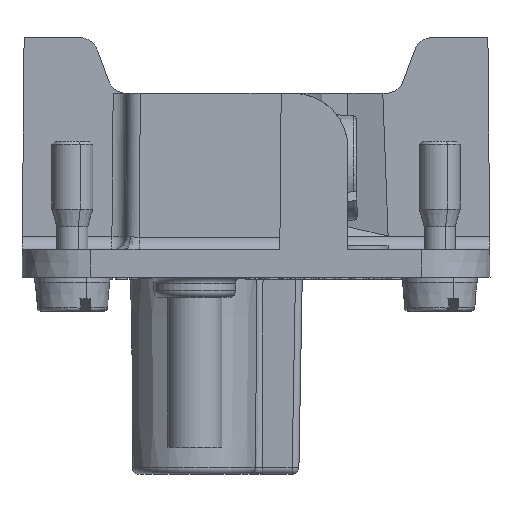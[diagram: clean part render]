
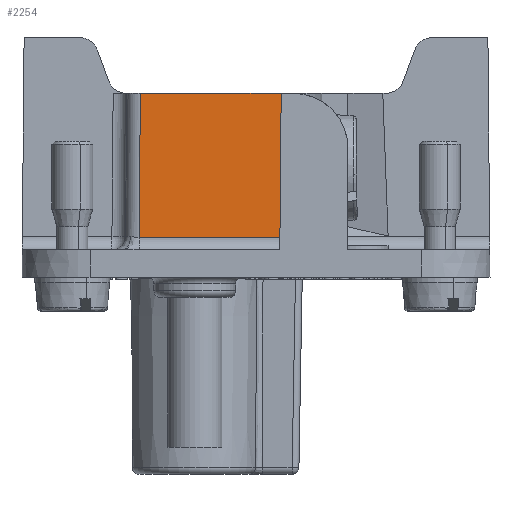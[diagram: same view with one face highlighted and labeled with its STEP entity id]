
A CAD part, left-side view. The second image highlights one B-rep face of the part: STEP entity #2254.
In plain terms, the highlighted planar face has unit normal (-1, 0, 0.009).
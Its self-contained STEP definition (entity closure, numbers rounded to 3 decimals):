
#871=FACE_OUTER_BOUND('',#5458,.T.);
#2254=ADVANCED_FACE('',(#871),#3696,.T.);
#3696=PLANE('',#26173);
#5458=EDGE_LOOP('',(#8754,#8755,#8756,#8757));
#8754=ORIENTED_EDGE('',*,*,#18373,.T.);
#8755=ORIENTED_EDGE('',*,*,#18374,.T.);
#8756=ORIENTED_EDGE('',*,*,#18324,.T.);
#8757=ORIENTED_EDGE('',*,*,#18375,.T.);
#15912=VERTEX_POINT('',#37295);
#15913=VERTEX_POINT('',#37297);
#15946=VERTEX_POINT('',#37387);
#15947=VERTEX_POINT('',#37388);
#18324=EDGE_CURVE('',#15913,#15912,#21680,.T.);
#18373=EDGE_CURVE('',#15946,#15947,#21715,.T.);
#18374=EDGE_CURVE('',#15947,#15913,#21716,.T.);
#18375=EDGE_CURVE('',#15912,#15946,#21717,.T.);
#21680=LINE('',#37296,#23965);
#21715=LINE('',#37386,#24000);
#21716=LINE('',#37389,#24001);
#21717=LINE('',#37390,#24002);
#23965=VECTOR('',#28623,1.);
#24000=VECTOR('',#28702,1.);
#24001=VECTOR('',#28703,1.);
#24002=VECTOR('',#28704,1.);
#26173=AXIS2_PLACEMENT_3D('',#37391,#28705,#28706);
#28623=DIRECTION('',(0.,1.,0.));
#28702=DIRECTION('',(0.,-1.,0.));
#28703=DIRECTION('',(0.009,-0.009,1.));
#28704=DIRECTION('',(-0.009,0.009,-1.));
#28705=DIRECTION('',(-1.,0.,0.009));
#28706=DIRECTION('',(0.009,0.,1.));
#37295=CARTESIAN_POINT('',(-31.45,8.5,13.5));
#37296=CARTESIAN_POINT('',(-31.45,7.1,13.5));
#37297=CARTESIAN_POINT('',(-31.45,-1.85,13.5));
#37386=CARTESIAN_POINT('',(-31.542,-9.966,2.879));
#37387=CARTESIAN_POINT('',(-31.542,8.592,2.879));
#37388=CARTESIAN_POINT('',(-31.542,-1.758,2.879));
#37389=CARTESIAN_POINT('',(-31.55,-1.75,2.034));
#37390=CARTESIAN_POINT('',(-31.549,8.599,2.162));
#37391=CARTESIAN_POINT('',(-31.55,-9.966,2.));
